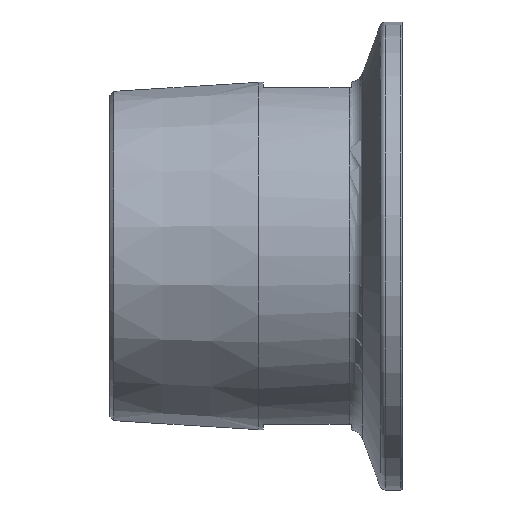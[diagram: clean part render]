
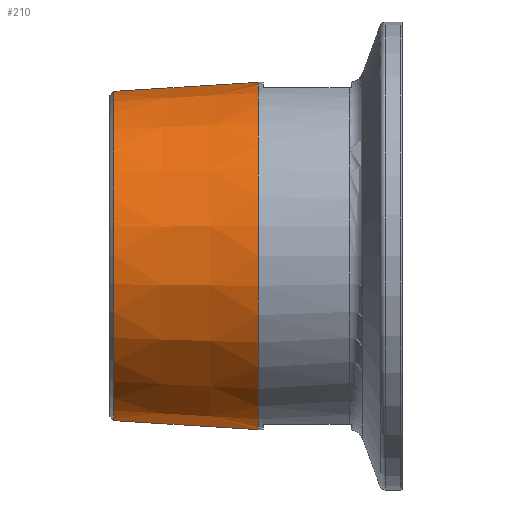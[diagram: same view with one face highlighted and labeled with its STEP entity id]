
A CAD part, top view. The second image highlights one B-rep face of the part: STEP entity #210.
In plain terms, the highlighted conical face has half-angle 3.576 degrees and reference radius 23.75 mm.
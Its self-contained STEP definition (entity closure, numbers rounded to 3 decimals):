
#61 = CIRCLE ( 'NONE', #589, 22.512 ) ;
#95 = CARTESIAN_POINT ( 'NONE',  ( -19.659, 0., 0. ) ) ;
#100 = CARTESIAN_POINT ( 'NONE',  ( -19.659, -23.75, 0. ) ) ;
#153 = VERTEX_POINT ( 'NONE', #831 ) ;
#210 = ADVANCED_FACE ( 'NONE', ( #398 ), #637, .T. ) ;
#218 = VECTOR ( 'NONE', #251, 1000. ) ;
#229 = ORIENTED_EDGE ( 'NONE', *, *, #427, .T. ) ;
#251 = DIRECTION ( 'NONE',  ( 0.998, 0.062, 0. ) ) ;
#261 = EDGE_CURVE ( 'NONE', #1123, #1156, #857, .T. ) ;
#264 = DIRECTION ( 'NONE',  ( 0., -1., 0. ) ) ;
#329 = AXIS2_PLACEMENT_3D ( 'NONE', #95, #863, #594 ) ;
#333 = DIRECTION ( 'NONE',  ( 0.998, -0.062, 0. ) ) ;
#363 = EDGE_CURVE ( 'NONE', #153, #1156, #1124, .T. ) ;
#387 = AXIS2_PLACEMENT_3D ( 'NONE', #961, #877, #1141 ) ;
#398 = FACE_OUTER_BOUND ( 'NONE', #754, .T. ) ;
#427 = EDGE_CURVE ( 'NONE', #559, #1123, #61, .T. ) ;
#484 = CARTESIAN_POINT ( 'NONE',  ( -39.467, -22.512, 0. ) ) ;
#559 = VERTEX_POINT ( 'NONE', #721 ) ;
#584 = VECTOR ( 'NONE', #333, 1000. ) ;
#589 = AXIS2_PLACEMENT_3D ( 'NONE', #742, #1075, #264 ) ;
#594 = DIRECTION ( 'NONE',  ( 0., 1., 0. ) ) ;
#599 = EDGE_CURVE ( 'NONE', #559, #153, #729, .T. ) ;
#621 = CARTESIAN_POINT ( 'NONE',  ( -19.659, 23.75, 0. ) ) ;
#637 = CONICAL_SURFACE ( 'NONE', #329, 23.75, 0.062 ) ;
#721 = CARTESIAN_POINT ( 'NONE',  ( -39.467, 22.512, 0. ) ) ;
#729 = LINE ( 'NONE', #621, #218 ) ;
#742 = CARTESIAN_POINT ( 'NONE',  ( -39.467, 0., 0. ) ) ;
#754 = EDGE_LOOP ( 'NONE', ( #229, #839, #911, #1053 ) ) ;
#831 = CARTESIAN_POINT ( 'NONE',  ( -19.659, 23.75, 0. ) ) ;
#839 = ORIENTED_EDGE ( 'NONE', *, *, #261, .T. ) ;
#857 = LINE ( 'NONE', #100, #584 ) ;
#862 = CARTESIAN_POINT ( 'NONE',  ( -19.659, -23.75, 0. ) ) ;
#863 = DIRECTION ( 'NONE',  ( 1., 0., 0. ) ) ;
#877 = DIRECTION ( 'NONE',  ( 1., 0., 0. ) ) ;
#911 = ORIENTED_EDGE ( 'NONE', *, *, #363, .F. ) ;
#961 = CARTESIAN_POINT ( 'NONE',  ( -19.659, 0., 0. ) ) ;
#1053 = ORIENTED_EDGE ( 'NONE', *, *, #599, .F. ) ;
#1075 = DIRECTION ( 'NONE',  ( 1., 0., 0. ) ) ;
#1123 = VERTEX_POINT ( 'NONE', #484 ) ;
#1124 = CIRCLE ( 'NONE', #387, 23.75 ) ;
#1141 = DIRECTION ( 'NONE',  ( 0., 1., 0. ) ) ;
#1156 = VERTEX_POINT ( 'NONE', #862 ) ;
